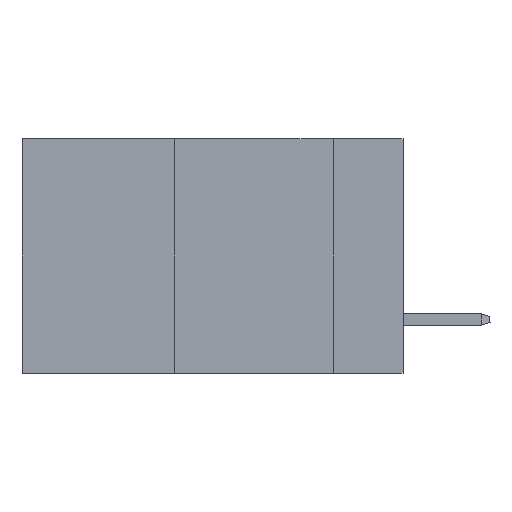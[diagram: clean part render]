
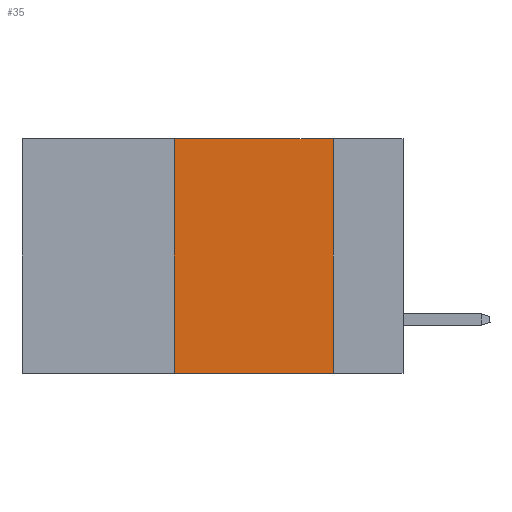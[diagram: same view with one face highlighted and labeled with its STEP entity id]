
A CAD part, left-side view. The second image highlights one B-rep face of the part: STEP entity #35.
In plain terms, the highlighted planar face has unit normal (-1, 0, 0).
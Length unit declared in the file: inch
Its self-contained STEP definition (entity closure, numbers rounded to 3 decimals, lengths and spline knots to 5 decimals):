
#35 = ADVANCED_FACE ( 'NONE', ( #7319 ), #1630, .F. ) ;
#651 = DIRECTION ( 'NONE',  ( 0., 0., -1. ) ) ;
#931 = DIRECTION ( 'NONE',  ( 0., -1., 0. ) ) ;
#1630 = PLANE ( 'NONE',  #9537 ) ;
#2191 = VERTEX_POINT ( 'NONE', #12073 ) ;
#2315 = VECTOR ( 'NONE', #8340, 39.37008 ) ;
#2558 = LINE ( 'NONE', #2674, #2710 ) ;
#2674 = CARTESIAN_POINT ( 'NONE',  ( 0., 0.11, 0. ) ) ;
#2710 = VECTOR ( 'NONE', #651, 39.37008 ) ;
#4420 = LINE ( 'NONE', #21504, #2315 ) ;
#5009 = VERTEX_POINT ( 'NONE', #11907 ) ;
#5726 = VERTEX_POINT ( 'NONE', #12625 ) ;
#5862 = EDGE_LOOP ( 'NONE', ( #19598, #6510, #16787, #9147 ) ) ;
#6510 = ORIENTED_EDGE ( 'NONE', *, *, #24595, .F. ) ;
#6815 = CARTESIAN_POINT ( 'NONE',  ( 0., 0.6, 0. ) ) ;
#7319 = FACE_OUTER_BOUND ( 'NONE', #5862, .T. ) ;
#8340 = DIRECTION ( 'NONE',  ( 0., 0., 1. ) ) ;
#8621 = CARTESIAN_POINT ( 'NONE',  ( 0., 0.36, -0.37 ) ) ;
#9147 = ORIENTED_EDGE ( 'NONE', *, *, #11723, .T. ) ;
#9216 = DIRECTION ( 'NONE',  ( 0., -1., 0. ) ) ;
#9537 = AXIS2_PLACEMENT_3D ( 'NONE', #22735, #14908, #11111 ) ;
#11111 = DIRECTION ( 'NONE',  ( 0., 0., -1. ) ) ;
#11723 = EDGE_CURVE ( 'NONE', #23119, #5726, #19891, .T. ) ;
#11907 = CARTESIAN_POINT ( 'NONE',  ( 0., 0.36, 0. ) ) ;
#12073 = CARTESIAN_POINT ( 'NONE',  ( 0., 0.11, 0. ) ) ;
#12625 = CARTESIAN_POINT ( 'NONE',  ( 0., 0.11, -0.37 ) ) ;
#14908 = DIRECTION ( 'NONE',  ( 1., 0., 0. ) ) ;
#16787 = ORIENTED_EDGE ( 'NONE', *, *, #19507, .F. ) ;
#17051 = VECTOR ( 'NONE', #9216, 39.37008 ) ;
#17776 = EDGE_CURVE ( 'NONE', #2191, #5726, #2558, .T. ) ;
#19507 = EDGE_CURVE ( 'NONE', #23119, #5009, #4420, .T. ) ;
#19598 = ORIENTED_EDGE ( 'NONE', *, *, #17776, .F. ) ;
#19891 = LINE ( 'NONE', #21676, #24351 ) ;
#20580 = LINE ( 'NONE', #6815, #17051 ) ;
#21504 = CARTESIAN_POINT ( 'NONE',  ( 0., 0.36, 0. ) ) ;
#21676 = CARTESIAN_POINT ( 'NONE',  ( 0., 0.6, -0.37 ) ) ;
#22735 = CARTESIAN_POINT ( 'NONE',  ( 0., 0.6, 0. ) ) ;
#23119 = VERTEX_POINT ( 'NONE', #8621 ) ;
#24351 = VECTOR ( 'NONE', #931, 39.37008 ) ;
#24595 = EDGE_CURVE ( 'NONE', #5009, #2191, #20580, .T. ) ;
